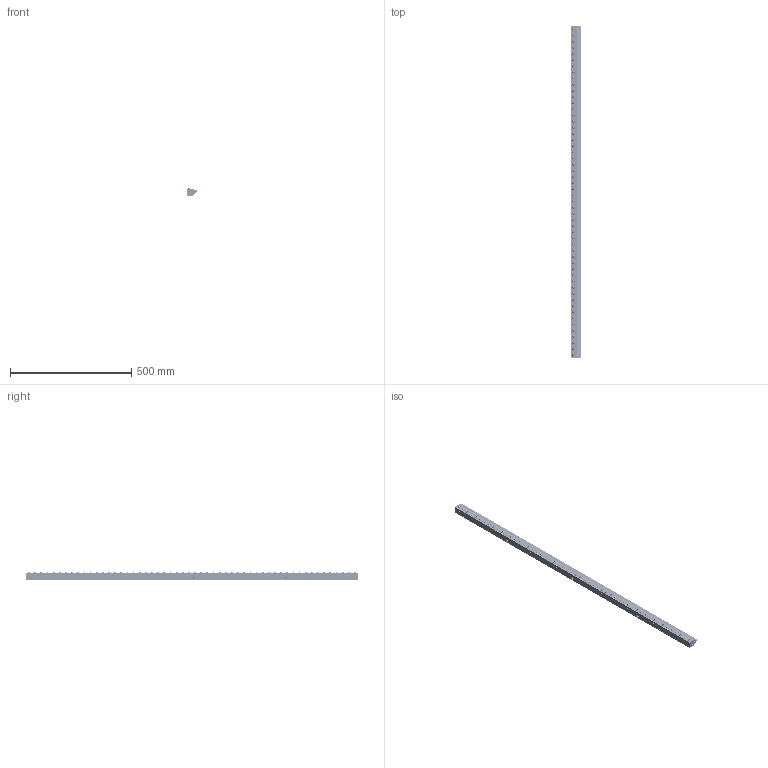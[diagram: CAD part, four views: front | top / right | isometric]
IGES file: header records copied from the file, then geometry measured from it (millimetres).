
Start section: START RECORD GO HERE.
Global section: file name: 10054XS_Mod.igs; native system: DASSAULT SYSTEMES CATIA V5 R20 - www.3ds.com; preprocessor: CATIA Version 5 Release 20 ; author: DESIGNENG; organization: DESIGNENG; date: 20150507.105513; units: millimetre
Bounding box: 44.45 x 1371.6 x 30.76 mm (x, y, z)
Volume: 1288653.4 mm3; surface area: 236698.7 mm2
Topology: 55 solids, 55 shells, 6670 faces, 17771 edges, 11195 vertices
Faces by surface type: bspline 3495, revolution 2101, plane 821, extrusion 253
